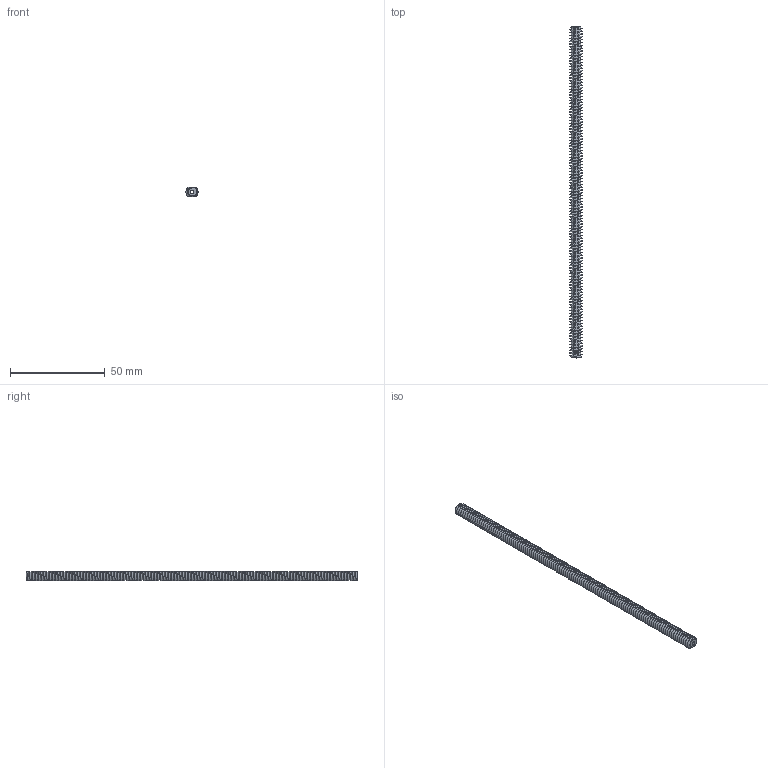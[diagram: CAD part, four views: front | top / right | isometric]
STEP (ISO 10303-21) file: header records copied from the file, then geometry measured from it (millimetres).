
FILE_DESCRIPTION(('FreeCAD Model'),'2;1');
FILE_NAME('Open CASCADE Shape Model','2023-11-29T16:59:35',(''),(''), 'Open CASCADE STEP processor 7.6','FreeCAD','Unknown');
FILE_SCHEMA(('AUTOMOTIVE_DESIGN { 1 0 10303 214 1 1 1 1 }'));
Products named in the file (1): Threaded Rod FL-RH BU13.25 - SPN-THR-0053 (stemfie.org)
Bounding box: 6.6 x 175.62 x 5 mm (x, y, z)
Volume: 3201.5 mm3; surface area: 6322.6 mm2
Topology: 1 solids, 1 shells, 983 faces, 2720 edges, 1770 vertices
Faces by surface type: plane 550, bspline 258, extrusion 168, cone 6, cylinder 1
Full cylindrical faces by diameter (mm): 2 x1
Entity records: 148589 total; most frequent: CARTESIAN_POINT 101647, DIRECTION 5818, ORIENTED_EDGE 5440, PCURVE 5440, DEFINITIONAL_REPRESENTATION 5440, VECTOR 4664, LINE 4496, B_SPLINE_CURVE_WITH_KNOTS 3804
